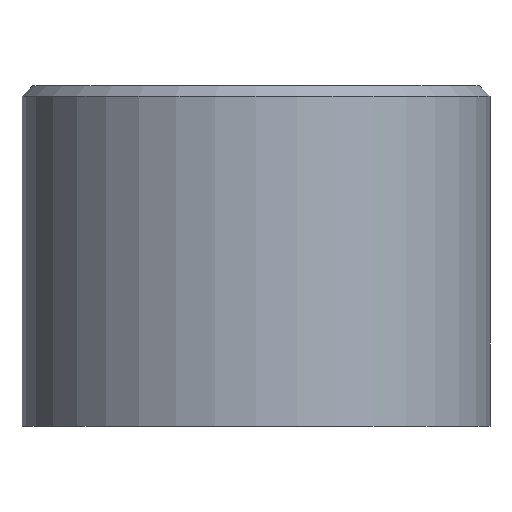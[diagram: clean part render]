
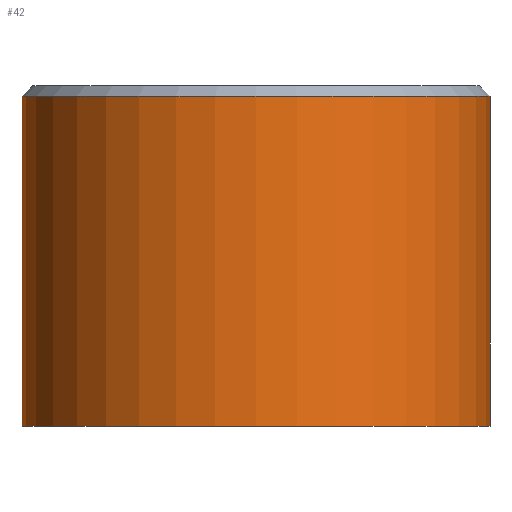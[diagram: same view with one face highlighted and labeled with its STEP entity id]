
A CAD part, front view. The second image highlights one B-rep face of the part: STEP entity #42.
In plain terms, the highlighted cylindrical face has radius 11 mm (diameter 22 mm), a partial arc.
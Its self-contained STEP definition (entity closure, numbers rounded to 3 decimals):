
#28 = VERTEX_POINT ( 'NONE', #206 ) ;
#29 = VERTEX_POINT ( 'NONE', #199 ) ;
#38 = EDGE_CURVE ( 'NONE', #28, #84, #166, .T. ) ;
#42 = ADVANCED_FACE ( 'NONE', ( #171 ), #169, .T. ) ;
#43 = ORIENTED_EDGE ( 'NONE', *, *, #101, .T. ) ;
#81 = EDGE_CURVE ( 'NONE', #93, #29, #252, .T. ) ;
#84 = VERTEX_POINT ( 'NONE', #126 ) ;
#87 = EDGE_LOOP ( 'NONE', ( #95, #96, #43, #97 ) ) ;
#93 = VERTEX_POINT ( 'NONE', #284 ) ;
#95 = ORIENTED_EDGE ( 'NONE', *, *, #99, .F. ) ;
#96 = ORIENTED_EDGE ( 'NONE', *, *, #81, .T. ) ;
#97 = ORIENTED_EDGE ( 'NONE', *, *, #38, .T. ) ;
#99 = EDGE_CURVE ( 'NONE', #93, #84, #280, .T. ) ;
#101 = EDGE_CURVE ( 'NONE', #29, #28, #275, .T. ) ;
#126 = CARTESIAN_POINT ( 'NONE',  ( -11., 0., -0.5 ) ) ;
#128 = DIRECTION ( 'NONE',  ( 1., 0., 0. ) ) ;
#129 = DIRECTION ( 'NONE',  ( 0., 0., 1. ) ) ;
#130 = CARTESIAN_POINT ( 'NONE',  ( 0., 0., -16. ) ) ;
#151 = DIRECTION ( 'NONE',  ( 0., 0., 1. ) ) ;
#152 = VECTOR ( 'NONE', #151, 1000. ) ;
#153 = CARTESIAN_POINT ( 'NONE',  ( 11., 0., -16. ) ) ;
#155 = DIRECTION ( 'NONE',  ( 1., 0., 0. ) ) ;
#162 = CARTESIAN_POINT ( 'NONE',  ( 0., 0., -16. ) ) ;
#163 = DIRECTION ( 'NONE',  ( 1., 0., 0. ) ) ;
#164 = DIRECTION ( 'NONE',  ( 0., 0., -1. ) ) ;
#165 = CARTESIAN_POINT ( 'NONE',  ( 0., 0., -0.5 ) ) ;
#166 = CIRCLE ( 'NONE', #202, 11. ) ;
#169 = CYLINDRICAL_SURFACE ( 'NONE', #174, 11. ) ;
#171 = FACE_OUTER_BOUND ( 'NONE', #87, .T. ) ;
#173 = DIRECTION ( 'NONE',  ( 0., 0., 1. ) ) ;
#174 = AXIS2_PLACEMENT_3D ( 'NONE', #162, #173, #155 ) ;
#199 = CARTESIAN_POINT ( 'NONE',  ( 11., 0., -16. ) ) ;
#202 = AXIS2_PLACEMENT_3D ( 'NONE', #165, #164, #163 ) ;
#206 = CARTESIAN_POINT ( 'NONE',  ( 11., 0., -0.5 ) ) ;
#252 = CIRCLE ( 'NONE', #259, 11. ) ;
#259 = AXIS2_PLACEMENT_3D ( 'NONE', #130, #129, #128 ) ;
#275 = LINE ( 'NONE', #153, #152 ) ;
#276 = DIRECTION ( 'NONE',  ( 0., 0., 1. ) ) ;
#277 = VECTOR ( 'NONE', #276, 1000. ) ;
#279 = CARTESIAN_POINT ( 'NONE',  ( -11., 0., -16. ) ) ;
#280 = LINE ( 'NONE', #279, #277 ) ;
#284 = CARTESIAN_POINT ( 'NONE',  ( -11., 0., -16. ) ) ;
